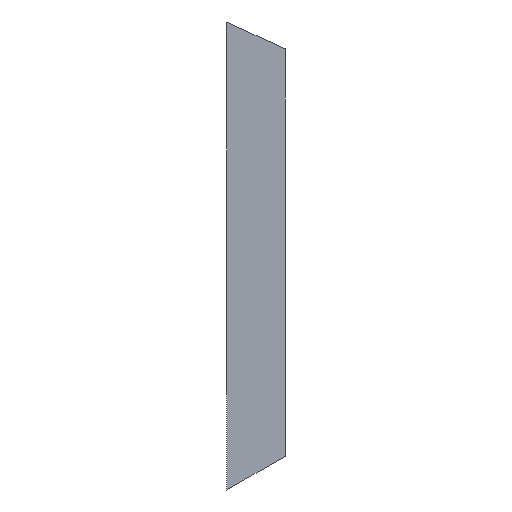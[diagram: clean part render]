
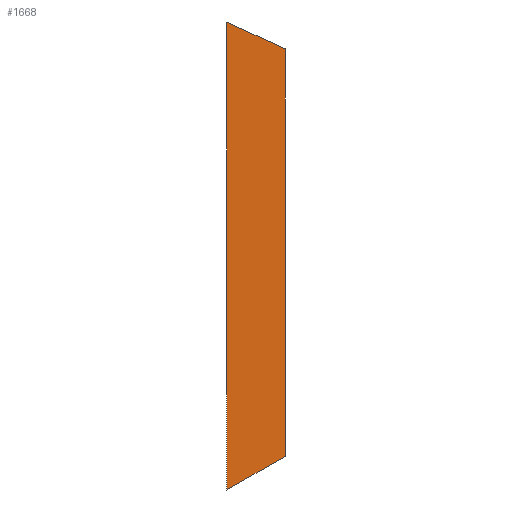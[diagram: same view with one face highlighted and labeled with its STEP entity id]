
A CAD part, front view. The second image highlights one B-rep face of the part: STEP entity #1668.
In plain terms, the highlighted planar face has unit normal (0, -1, 0).
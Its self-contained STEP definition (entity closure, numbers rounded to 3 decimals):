
#136=VERTEX_POINT('',#2172);
#137=VERTEX_POINT('',#2173);
#252=VERTEX_POINT('',#2521);
#254=VERTEX_POINT('',#2527);
#304=VECTOR('',#1825,1.);
#476=VECTOR('',#2058,1.);
#479=VECTOR('',#2062,1.);
#482=VECTOR('',#2066,1.);
#532=LINE('',#2171,#304);
#704=LINE('',#2520,#476);
#707=LINE('',#2526,#479);
#710=LINE('',#2532,#482);
#760=EDGE_CURVE('',#136,#137,#532,.T.);
#932=EDGE_CURVE('',#137,#252,#704,.T.);
#935=EDGE_CURVE('',#252,#254,#707,.T.);
#938=EDGE_CURVE('',#254,#136,#710,.T.);
#1388=ORIENTED_EDGE('',*,*,#760,.F.);
#1389=ORIENTED_EDGE('',*,*,#938,.F.);
#1390=ORIENTED_EDGE('',*,*,#935,.F.);
#1391=ORIENTED_EDGE('',*,*,#932,.F.);
#1488=EDGE_LOOP('',(#1388,#1389,#1390,#1391));
#1582=FACE_BOUND('',#1488,.T.);
#1668=ADVANCED_FACE('',(#1582),#2620,.F.);
#1754=AXIS2_PLACEMENT_3D('',#2534,#2068,$);
#1825=DIRECTION('',(0.,0.,-1.));
#2058=DIRECTION('',(-0.868,0.,-0.497));
#2062=DIRECTION('',(0.,0.,1.));
#2066=DIRECTION('',(0.909,0.,-0.416));
#2068=DIRECTION('',(0.,1.,0.));
#2171=CARTESIAN_POINT('',(8.,-34.,73.529));
#2172=CARTESIAN_POINT('',(8.,-34.,73.529));
#2173=CARTESIAN_POINT('',(8.,-34.,59.719));
#2520=CARTESIAN_POINT('',(8.,-34.,59.719));
#2521=CARTESIAN_POINT('',(6.,-34.,58.575));
#2526=CARTESIAN_POINT('',(6.,-34.,58.575));
#2527=CARTESIAN_POINT('',(6.,-34.,74.443));
#2532=CARTESIAN_POINT('',(6.,-34.,74.443));
#2534=CARTESIAN_POINT('',(6.94,-34.,66.54));
#2620=PLANE('',#1754);
